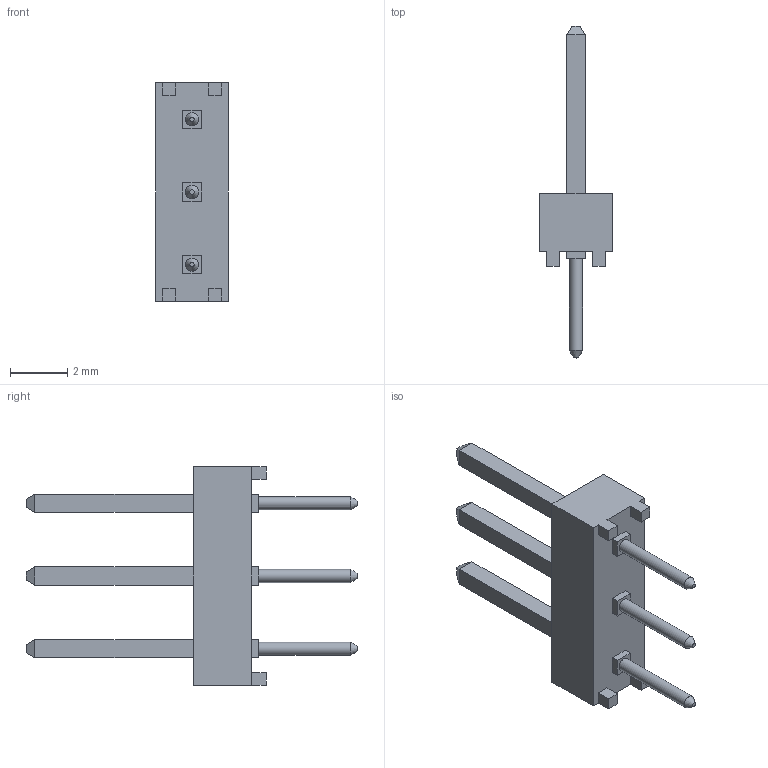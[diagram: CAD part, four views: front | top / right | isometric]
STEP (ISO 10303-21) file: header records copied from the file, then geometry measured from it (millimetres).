
FILE_DESCRIPTION(/* description */ ('STEP AP214'),/* implementation_level */ '2;1');
FILE_NAME(/* name */ 'TSW-101-26-S-T',/* time_stamp */ '2024-09-04T00:26:22+02:00',/* author */ ('License CC BY-ND 4.0'),/* organization */ ('CADENAS'),/* preprocessor_version */ 'ST-DEVELOPER v19.3',/* originating_system */ 'PARTsolutions',/* authorisation */ ' ');
FILE_SCHEMA (('AUTOMOTIVE_DESIGN {1 0 10303 214 3 1 1}'));
Length unit declared in the file: inch
Products named in the file (3): TSW-101-26-S-T; TSW-101-26-S-T_body; T-1RS7-01-TSW-1-26-1-T
Assembly tree (2 placements, depth 2):
  TSW-101-26-S-T
    TSW-101-26-S-T_body
    T-1RS7-01-TSW-1-26-1-T
Bounding box: 2.54 x 11.58 x 7.62 mm (x, y, z)
Volume: 49.1 mm3; surface area: 182.7 mm2
Topology: 2 solids, 2 shells, 91 faces, 222 edges, 144 vertices
Faces by surface type: plane 85, cylinder 3, cone 3
Full cylindrical faces by diameter (mm): 0.457 x3
Entity records: 2642 total; most frequent: CARTESIAN_POINT 448, ORIENTED_EDGE 426, DIRECTION 410, EDGE_CURVE 213, LINE 204, VECTOR 204, VERTEX_POINT 141, EDGE_LOOP 112
